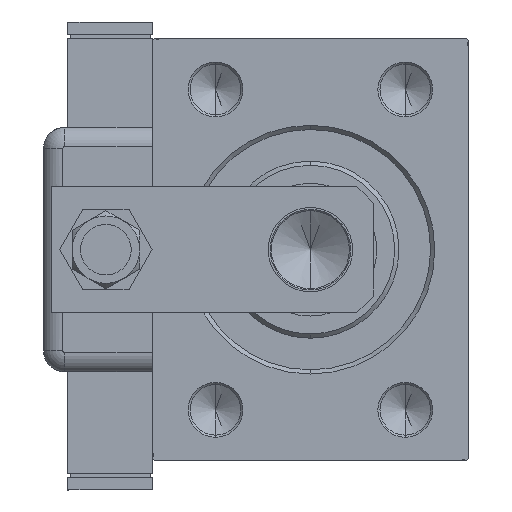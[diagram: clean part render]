
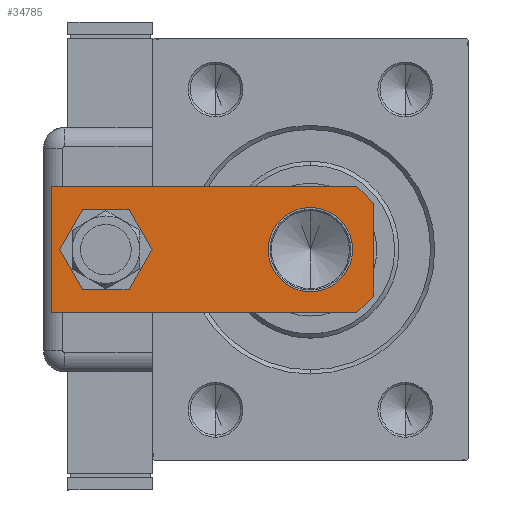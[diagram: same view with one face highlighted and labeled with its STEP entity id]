
A CAD part, left-side view. The second image highlights one B-rep face of the part: STEP entity #34785.
In plain terms, the highlighted face is planar.
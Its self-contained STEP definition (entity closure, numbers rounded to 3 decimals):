
#722 = VERTEX_POINT ( 'NONE', #14006 ) ;
#2000 = CIRCLE ( 'NONE', #45183, 10. ) ;
#3041 = ORIENTED_EDGE ( 'NONE', *, *, #52035, .T. ) ;
#3330 = CARTESIAN_POINT ( 'NONE',  ( 11., 0., 0. ) ) ;
#3431 = CARTESIAN_POINT ( 'NONE',  ( 0., 0., 0. ) ) ;
#7554 = ORIENTED_EDGE ( 'NONE', *, *, #25762, .F. ) ;
#7706 = CARTESIAN_POINT ( 'NONE',  ( -10., 15., 0. ) ) ;
#7776 = CARTESIAN_POINT ( 'NONE',  ( 15., 4., 0. ) ) ;
#8475 = EDGE_LOOP ( 'NONE', ( #35580, #14518 ) ) ;
#8761 = VECTOR ( 'NONE', #24916, 1000. ) ;
#8808 = CARTESIAN_POINT ( 'NONE',  ( 7., 63.5, 0. ) ) ;
#9919 = CARTESIAN_POINT ( 'NONE',  ( -11., 0., 0. ) ) ;
#11811 = EDGE_CURVE ( 'NONE', #58358, #29789, #26124, .T. ) ;
#12636 = DIRECTION ( 'NONE',  ( 0., 0., 1. ) ) ;
#12782 = VECTOR ( 'NONE', #54645, 1000. ) ;
#12820 = CARTESIAN_POINT ( 'NONE',  ( -15., 76.5, 0. ) ) ;
#12994 = AXIS2_PLACEMENT_3D ( 'NONE', #3431, #12636, #54169 ) ;
#13129 = CARTESIAN_POINT ( 'NONE',  ( 15., 0., 0. ) ) ;
#13288 = DIRECTION ( 'NONE',  ( 1., 0., 0. ) ) ;
#13289 = LINE ( 'NONE', #36947, #41051 ) ;
#14006 = CARTESIAN_POINT ( 'NONE',  ( 15., 4., 0. ) ) ;
#14110 = CARTESIAN_POINT ( 'NONE',  ( 15., 76.5, 0. ) ) ;
#14288 = CARTESIAN_POINT ( 'NONE',  ( 0., 63.5, 0. ) ) ;
#14518 = ORIENTED_EDGE ( 'NONE', *, *, #44587, .T. ) ;
#15720 = LINE ( 'NONE', #52107, #19626 ) ;
#16324 = FACE_BOUND ( 'NONE', #49125, .T. ) ;
#16431 = CIRCLE ( 'NONE', #38014, 7. ) ;
#16941 = FACE_BOUND ( 'NONE', #8475, .T. ) ;
#16989 = CARTESIAN_POINT ( 'NONE',  ( 0., 15., 0. ) ) ;
#19626 = VECTOR ( 'NONE', #39697, 1000. ) ;
#20532 = ORIENTED_EDGE ( 'NONE', *, *, #11811, .F. ) ;
#21358 = VERTEX_POINT ( 'NONE', #8808 ) ;
#21389 = VECTOR ( 'NONE', #53327, 1000. ) ;
#22332 = VERTEX_POINT ( 'NONE', #58943 ) ;
#23462 = DIRECTION ( 'NONE',  ( 0., 0., 1. ) ) ;
#23493 = AXIS2_PLACEMENT_3D ( 'NONE', #16989, #59420, #13288 ) ;
#24916 = DIRECTION ( 'NONE',  ( -1., 0., 0. ) ) ;
#25762 = EDGE_CURVE ( 'NONE', #722, #58358, #35871, .T. ) ;
#26124 = LINE ( 'NONE', #44892, #8761 ) ;
#26586 = VERTEX_POINT ( 'NONE', #27594 ) ;
#27594 = CARTESIAN_POINT ( 'NONE',  ( -15., 4., 0. ) ) ;
#29181 = EDGE_CURVE ( 'NONE', #51748, #53601, #2000, .T. ) ;
#29789 = VERTEX_POINT ( 'NONE', #12820 ) ;
#29837 = ORIENTED_EDGE ( 'NONE', *, *, #46924, .F. ) ;
#30240 = LINE ( 'NONE', #48085, #21389 ) ;
#33043 = DIRECTION ( 'NONE',  ( 0., 0., 1. ) ) ;
#34615 = VERTEX_POINT ( 'NONE', #9919 ) ;
#34785 = ADVANCED_FACE ( 'NONE', ( #54762, #16941, #16324 ), #35394, .F. ) ;
#35077 = DIRECTION ( 'NONE',  ( 0., 0., 1. ) ) ;
#35394 = PLANE ( 'NONE',  #12994 ) ;
#35580 = ORIENTED_EDGE ( 'NONE', *, *, #54312, .T. ) ;
#35871 = LINE ( 'NONE', #13129, #12782 ) ;
#36339 = LINE ( 'NONE', #7776, #38146 ) ;
#36947 = CARTESIAN_POINT ( 'NONE',  ( -15., 76.5, 0. ) ) ;
#38014 = AXIS2_PLACEMENT_3D ( 'NONE', #14288, #33043, #51819 ) ;
#38146 = VECTOR ( 'NONE', #49290, 1000. ) ;
#39697 = DIRECTION ( 'NONE',  ( -0.707, 0.707, 0. ) ) ;
#41051 = VECTOR ( 'NONE', #46198, 1000. ) ;
#43167 = CIRCLE ( 'NONE', #23493, 10. ) ;
#44587 = EDGE_CURVE ( 'NONE', #21358, #22332, #16431, .T. ) ;
#44892 = CARTESIAN_POINT ( 'NONE',  ( 15., 76.5, 0. ) ) ;
#45109 = AXIS2_PLACEMENT_3D ( 'NONE', #54158, #35077, #58455 ) ;
#45183 = AXIS2_PLACEMENT_3D ( 'NONE', #52368, #23462, #47739 ) ;
#46102 = ORIENTED_EDGE ( 'NONE', *, *, #55144, .T. ) ;
#46198 = DIRECTION ( 'NONE',  ( 0., -1., 0. ) ) ;
#46924 = EDGE_CURVE ( 'NONE', #29789, #26586, #13289, .T. ) ;
#46942 = EDGE_LOOP ( 'NONE', ( #47687, #46102, #29837, #20532, #7554, #3041 ) ) ;
#47687 = ORIENTED_EDGE ( 'NONE', *, *, #50224, .F. ) ;
#47739 = DIRECTION ( 'NONE',  ( 1., 0., 0. ) ) ;
#48085 = CARTESIAN_POINT ( 'NONE',  ( -15., 0., 0. ) ) ;
#49125 = EDGE_LOOP ( 'NONE', ( #57696, #50052 ) ) ;
#49290 = DIRECTION ( 'NONE',  ( -0.707, -0.707, 0. ) ) ;
#50052 = ORIENTED_EDGE ( 'NONE', *, *, #29181, .T. ) ;
#50224 = EDGE_CURVE ( 'NONE', #34615, #51793, #30240, .T. ) ;
#51748 = VERTEX_POINT ( 'NONE', #60799 ) ;
#51793 = VERTEX_POINT ( 'NONE', #3330 ) ;
#51819 = DIRECTION ( 'NONE',  ( 1., 0., 0. ) ) ;
#52035 = EDGE_CURVE ( 'NONE', #722, #51793, #36339, .T. ) ;
#52107 = CARTESIAN_POINT ( 'NONE',  ( -11., 0., 0. ) ) ;
#52368 = CARTESIAN_POINT ( 'NONE',  ( 0., 15., 0. ) ) ;
#53238 = EDGE_CURVE ( 'NONE', #53601, #51748, #43167, .T. ) ;
#53327 = DIRECTION ( 'NONE',  ( 1., 0., 0. ) ) ;
#53601 = VERTEX_POINT ( 'NONE', #7706 ) ;
#54158 = CARTESIAN_POINT ( 'NONE',  ( 0., 63.5, 0. ) ) ;
#54169 = DIRECTION ( 'NONE',  ( 1., 0., 0. ) ) ;
#54312 = EDGE_CURVE ( 'NONE', #22332, #21358, #55919, .T. ) ;
#54645 = DIRECTION ( 'NONE',  ( 0., 1., 0. ) ) ;
#54762 = FACE_OUTER_BOUND ( 'NONE', #46942, .T. ) ;
#55144 = EDGE_CURVE ( 'NONE', #34615, #26586, #15720, .T. ) ;
#55919 = CIRCLE ( 'NONE', #45109, 7. ) ;
#57696 = ORIENTED_EDGE ( 'NONE', *, *, #53238, .T. ) ;
#58358 = VERTEX_POINT ( 'NONE', #14110 ) ;
#58455 = DIRECTION ( 'NONE',  ( 1., 0., 0. ) ) ;
#58943 = CARTESIAN_POINT ( 'NONE',  ( -7., 63.5, 0. ) ) ;
#59420 = DIRECTION ( 'NONE',  ( 0., 0., 1. ) ) ;
#60799 = CARTESIAN_POINT ( 'NONE',  ( 10., 15., 0. ) ) ;
